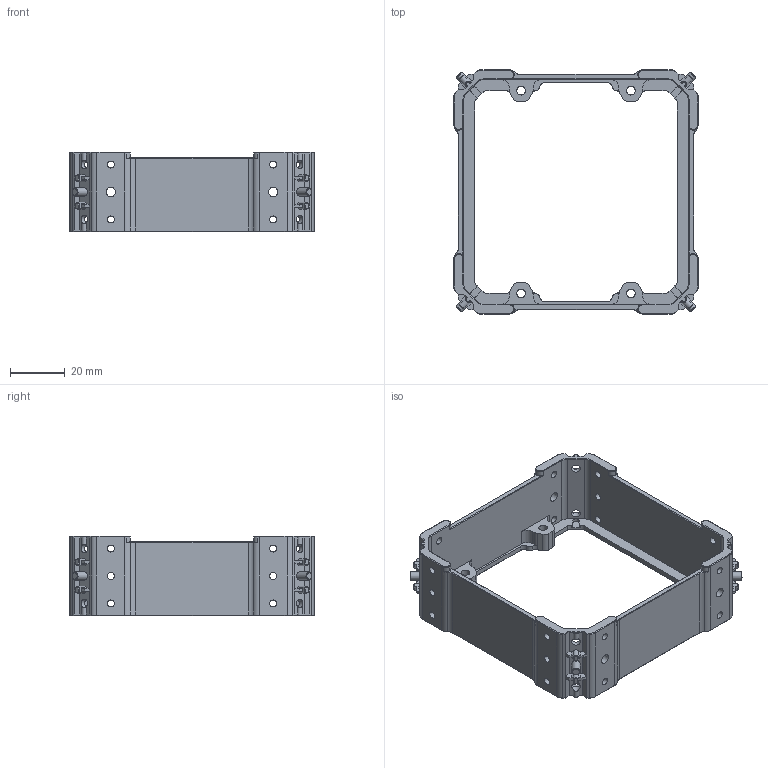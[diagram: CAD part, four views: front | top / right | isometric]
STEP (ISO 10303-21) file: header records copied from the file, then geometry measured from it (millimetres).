
FILE_DESCRIPTION(/* description */ (''),/* implementation_level */ '2;1');
FILE_NAME(/* name */ 'bac_EPS_Bay_v3r1.step',/* time_stamp */ '2024-06-04T16:08:25+02:00',/* author */ (''),/* organization */ (''),/* preprocessor_version */ 'ST-DEVELOPER v20',/* originating_system */ 'Autodesk Translation Framework v13.14.0.145',/* authorisation */ '');
FILE_SCHEMA (('AUTOMOTIVE_DESIGN { 1 0 10303 214 3 1 1 }'));
Length unit declared in the file: millimetre
Products named in the file (2): bac EPS Bay; EPS Bay
Assembly tree (1 placements, depth 2):
  bac EPS Bay
    EPS Bay
Bounding box: 89.1 x 89.1 x 28.95 mm (x, y, z)
Volume: 26057.7 mm3; surface area: 23743.5 mm2
Topology: 1 solids, 1 shells, 801 faces, 2020 edges, 1220 vertices
Faces by surface type: plane 417, cylinder 220, cone 164
Full cylindrical faces by diameter (mm): 2.529 x20, 3 x4, 3.2 x12, 3.4 x4
Entity records: 24051 total; most frequent: CARTESIAN_POINT 4386, DIRECTION 4196, ORIENTED_EDGE 4040, EDGE_CURVE 2020, AXIS2_PLACEMENT_3D 1436, LINE 1324, VECTOR 1324, VERTEX_POINT 1220
